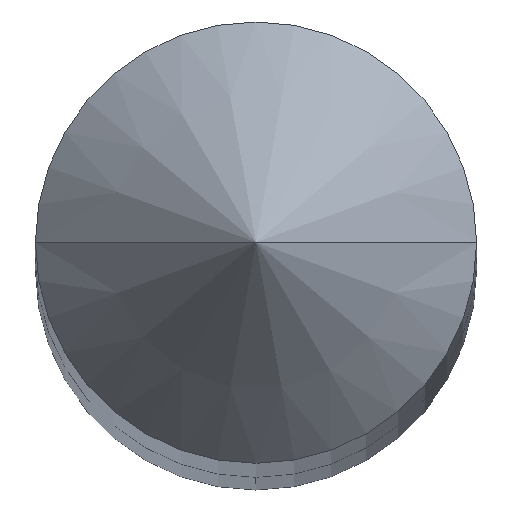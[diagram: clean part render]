
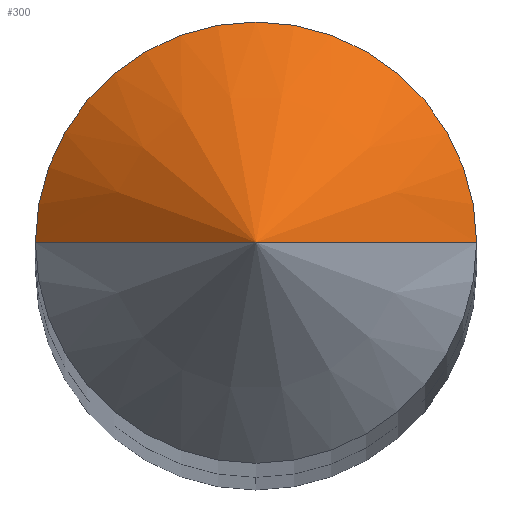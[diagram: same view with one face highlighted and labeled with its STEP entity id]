
A CAD part, top view. The second image highlights one B-rep face of the part: STEP entity #300.
In plain terms, the highlighted conical face has half-angle 45 degrees and reference radius 0.533 mm.
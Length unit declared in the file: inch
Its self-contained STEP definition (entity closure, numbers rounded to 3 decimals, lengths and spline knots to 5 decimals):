
#5 = EDGE_CURVE ( 'NONE', #267, #99, #325, .T. ) ;
#24 = AXIS2_PLACEMENT_3D ( 'NONE', #163, #138, #328 ) ;
#50 = DIRECTION ( 'NONE',  ( 0.707, 0., -0.707 ) ) ;
#51 = EDGE_CURVE ( 'NONE', #267, #346, #294, .T. ) ;
#62 = CONICAL_SURFACE ( 'NONE', #250, 0.021, 0.785 ) ;
#75 = CARTESIAN_POINT ( 'NONE',  ( -0.021, 0., -0.03125 ) ) ;
#85 = CARTESIAN_POINT ( 'NONE',  ( 0.021, 0., -0.03125 ) ) ;
#99 = VERTEX_POINT ( 'NONE', #168 ) ;
#122 = VECTOR ( 'NONE', #50, 39.37008 ) ;
#138 = DIRECTION ( 'NONE',  ( 0., 0., 1. ) ) ;
#150 = CIRCLE ( 'NONE', #24, 0.021 ) ;
#163 = CARTESIAN_POINT ( 'NONE',  ( 0., 0., -0.03125 ) ) ;
#168 = CARTESIAN_POINT ( 'NONE',  ( -0.021, 0., -0.03125 ) ) ;
#206 = ORIENTED_EDGE ( 'NONE', *, *, #349, .T. ) ;
#215 = FACE_OUTER_BOUND ( 'NONE', #310, .T. ) ;
#220 = CARTESIAN_POINT ( 'NONE',  ( 0., 0., -0.01025 ) ) ;
#234 = ORIENTED_EDGE ( 'NONE', *, *, #51, .T. ) ;
#250 = AXIS2_PLACEMENT_3D ( 'NONE', #290, #303, #323 ) ;
#267 = VERTEX_POINT ( 'NONE', #220 ) ;
#273 = ORIENTED_EDGE ( 'NONE', *, *, #5, .F. ) ;
#290 = CARTESIAN_POINT ( 'NONE',  ( 0., 0., -0.03125 ) ) ;
#294 = LINE ( 'NONE', #358, #122 ) ;
#296 = VECTOR ( 'NONE', #299, 39.37008 ) ;
#299 = DIRECTION ( 'NONE',  ( -0.707, 0., -0.707 ) ) ;
#300 = ADVANCED_FACE ( 'NONE', ( #215 ), #62, .T. ) ;
#303 = DIRECTION ( 'NONE',  ( 0., 0., -1. ) ) ;
#310 = EDGE_LOOP ( 'NONE', ( #273, #234, #206 ) ) ;
#323 = DIRECTION ( 'NONE',  ( -1., 0., 0. ) ) ;
#325 = LINE ( 'NONE', #75, #296 ) ;
#328 = DIRECTION ( 'NONE',  ( 1., 0., 0. ) ) ;
#346 = VERTEX_POINT ( 'NONE', #85 ) ;
#349 = EDGE_CURVE ( 'NONE', #346, #99, #150, .T. ) ;
#358 = CARTESIAN_POINT ( 'NONE',  ( 0.021, 0., -0.03125 ) ) ;
